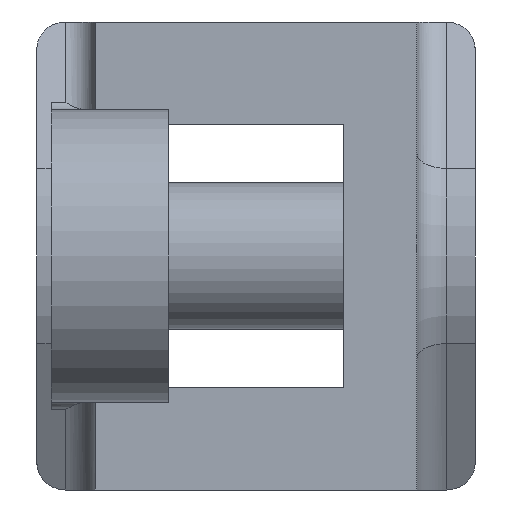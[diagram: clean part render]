
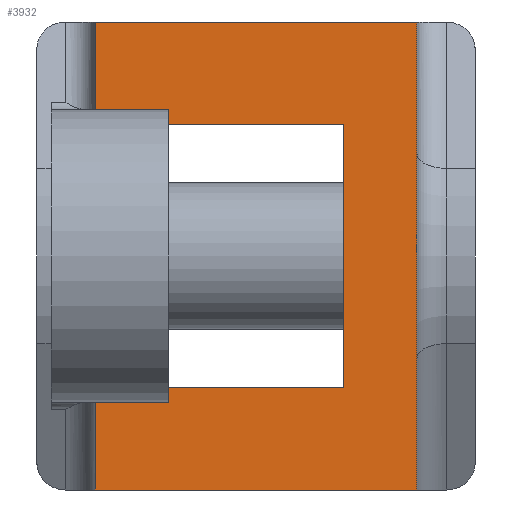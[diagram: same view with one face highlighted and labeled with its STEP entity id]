
A CAD part, front view. The second image highlights one B-rep face of the part: STEP entity #3932.
In plain terms, the highlighted planar face has unit normal (0, -1, 0).
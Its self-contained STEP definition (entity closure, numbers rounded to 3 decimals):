
#346=DIRECTION('',(0.,0.,-1.));
#347=VECTOR('',#346,16.);
#348=CARTESIAN_POINT('',(5.5,-6.25,8.));
#349=LINE('',#348,#347);
#350=DIRECTION('',(0.,0.,-1.));
#351=VECTOR('',#350,3.);
#352=CARTESIAN_POINT('',(-5.5,-6.25,-5.));
#353=LINE('',#352,#351);
#354=DIRECTION('',(-1.,0.,0.));
#355=VECTOR('',#354,2.5);
#356=CARTESIAN_POINT('',(-3.,-6.25,-5.));
#357=LINE('',#356,#355);
#358=DIRECTION('',(0.,0.,-1.));
#359=VECTOR('',#358,0.5);
#360=CARTESIAN_POINT('',(-3.,-6.25,-4.5));
#361=LINE('',#360,#359);
#362=DIRECTION('',(1.,0.,0.));
#363=VECTOR('',#362,6.);
#364=CARTESIAN_POINT('',(-3.,-6.25,-4.5));
#365=LINE('',#364,#363);
#366=DIRECTION('',(0.,0.,-1.));
#367=VECTOR('',#366,9.);
#368=CARTESIAN_POINT('',(3.,-6.25,4.5));
#369=LINE('',#368,#367);
#370=DIRECTION('',(1.,0.,0.));
#371=VECTOR('',#370,6.);
#372=CARTESIAN_POINT('',(-3.,-6.25,4.5));
#373=LINE('',#372,#371);
#374=DIRECTION('',(0.,0.,-1.));
#375=VECTOR('',#374,0.5);
#376=CARTESIAN_POINT('',(-3.,-6.25,5.));
#377=LINE('',#376,#375);
#378=DIRECTION('',(1.,0.,0.));
#379=VECTOR('',#378,2.5);
#380=CARTESIAN_POINT('',(-5.5,-6.25,5.));
#381=LINE('',#380,#379);
#382=DIRECTION('',(0.,0.,-1.));
#383=VECTOR('',#382,3.);
#384=CARTESIAN_POINT('',(-5.5,-6.25,8.));
#385=LINE('',#384,#383);
#386=DIRECTION('',(1.,0.,0.));
#387=VECTOR('',#386,11.);
#388=CARTESIAN_POINT('',(-5.5,-6.25,8.));
#389=LINE('',#388,#387);
#666=DIRECTION('',(1.,0.,0.));
#667=VECTOR('',#666,11.);
#668=CARTESIAN_POINT('',(-5.5,-6.25,-8.));
#669=LINE('',#668,#667);
#2970=CARTESIAN_POINT('',(-3.,-6.25,5.));
#2971=CARTESIAN_POINT('',(-3.,-6.25,4.5));
#2972=VERTEX_POINT('',#2970);
#2973=VERTEX_POINT('',#2971);
#2982=CARTESIAN_POINT('',(3.,-6.25,4.5));
#2983=VERTEX_POINT('',#2982);
#2984=CARTESIAN_POINT('',(3.,-6.25,-4.5));
#2985=VERTEX_POINT('',#2984);
#2986=CARTESIAN_POINT('',(-3.,-6.25,-4.5));
#2987=VERTEX_POINT('',#2986);
#2988=CARTESIAN_POINT('',(-3.,-6.25,-5.));
#2989=VERTEX_POINT('',#2988);
#3006=CARTESIAN_POINT('',(-5.5,-6.25,8.));
#3007=CARTESIAN_POINT('',(-5.5,-6.25,5.));
#3008=VERTEX_POINT('',#3006);
#3009=VERTEX_POINT('',#3007);
#3010=CARTESIAN_POINT('',(-5.5,-6.25,-5.));
#3011=CARTESIAN_POINT('',(-5.5,-6.25,-8.));
#3012=VERTEX_POINT('',#3010);
#3013=VERTEX_POINT('',#3011);
#3014=CARTESIAN_POINT('',(5.5,-6.25,8.));
#3015=CARTESIAN_POINT('',(5.5,-6.25,-8.));
#3016=VERTEX_POINT('',#3014);
#3017=VERTEX_POINT('',#3015);
#3907=CARTESIAN_POINT('',(-7.5,-6.25,8.));
#3908=DIRECTION('',(0.,-1.,0.));
#3909=DIRECTION('',(0.,0.,-1.));
#3910=AXIS2_PLACEMENT_3D('',#3907,#3908,#3909);
#3911=PLANE('',#3910);
#3913=ORIENTED_EDGE('',*,*,#3912,.T.);
#3915=ORIENTED_EDGE('',*,*,#3914,.F.);
#3916=ORIENTED_EDGE('',*,*,#3886,.F.);
#3917=ORIENTED_EDGE('',*,*,#3644,.F.);
#3918=ORIENTED_EDGE('',*,*,#3727,.F.);
#3920=ORIENTED_EDGE('',*,*,#3919,.T.);
#3922=ORIENTED_EDGE('',*,*,#3921,.F.);
#3924=ORIENTED_EDGE('',*,*,#3923,.F.);
#3925=ORIENTED_EDGE('',*,*,#3734,.F.);
#3927=ORIENTED_EDGE('',*,*,#3926,.F.);
#3928=ORIENTED_EDGE('',*,*,#3900,.F.);
#3929=ORIENTED_EDGE('',*,*,#3774,.T.);
#3930=EDGE_LOOP('',(#3913,#3915,#3916,#3917,#3918,#3920,#3922,#3924,#3925,#3927,
#3928,#3929));
#3931=FACE_OUTER_BOUND('',#3930,.F.);
#3932=ADVANCED_FACE('',(#3931),#3911,.T.);
#3644=EDGE_CURVE('',#2989,#3012,#357,.T.);
#3727=EDGE_CURVE('',#2987,#2989,#361,.T.);
#3734=EDGE_CURVE('',#2972,#2973,#377,.T.);
#3774=EDGE_CURVE('',#3008,#3016,#389,.T.);
#3886=EDGE_CURVE('',#3012,#3013,#353,.T.);
#3900=EDGE_CURVE('',#3008,#3009,#385,.T.);
#3912=EDGE_CURVE('',#3016,#3017,#349,.T.);
#3914=EDGE_CURVE('',#3013,#3017,#669,.T.);
#3919=EDGE_CURVE('',#2987,#2985,#365,.T.);
#3921=EDGE_CURVE('',#2983,#2985,#369,.T.);
#3923=EDGE_CURVE('',#2973,#2983,#373,.T.);
#3926=EDGE_CURVE('',#3009,#2972,#381,.T.);
